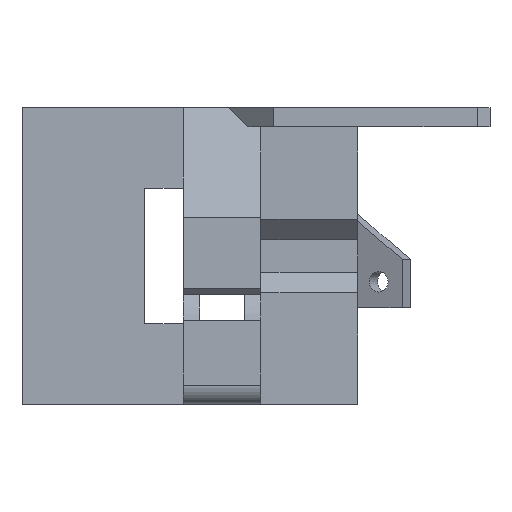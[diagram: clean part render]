
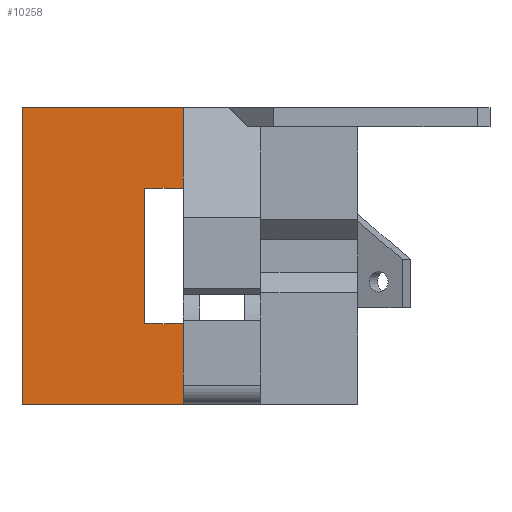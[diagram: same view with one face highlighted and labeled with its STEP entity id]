
A CAD part, left-side view. The second image highlights one B-rep face of the part: STEP entity #10258.
In plain terms, the highlighted planar face has unit normal (-1, 0, 0).
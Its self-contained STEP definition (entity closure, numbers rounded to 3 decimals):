
#44 = PLANE('',#45);
#45 = AXIS2_PLACEMENT_3D('',#46,#47,#48);
#46 = CARTESIAN_POINT('',(-21.202,-9.458,
    0.));
#47 = DIRECTION('',(0.,0.,1.));
#48 = DIRECTION('',(1.,0.,0.));
#288 = PLANE('',#289);
#289 = AXIS2_PLACEMENT_3D('',#290,#291,#292);
#290 = CARTESIAN_POINT('',(-62.5,-21.,46.));
#291 = DIRECTION('',(0.,0.,-1.));
#292 = DIRECTION('',(-1.,0.,0.));
#1206 = PLANE('',#1207);
#1207 = AXIS2_PLACEMENT_3D('',#1208,#1209,#1210);
#1208 = CARTESIAN_POINT('',(-38.821,-7.,0.));
#1209 = DIRECTION('',(0.,1.,0.));
#1210 = DIRECTION('',(0.,0.,1.));
#9550 = VERTEX_POINT('',#9551);
#9551 = CARTESIAN_POINT('',(-25.,18.,46.));
#9565 = PLANE('',#9566);
#9566 = AXIS2_PLACEMENT_3D('',#9567,#9568,#9569);
#9567 = CARTESIAN_POINT('',(-25.,18.,0.));
#9568 = DIRECTION('',(0.,1.,0.));
#9569 = DIRECTION('',(1.,0.,0.));
#9577 = EDGE_CURVE('',#9578,#9550,#9580,.T.);
#9578 = VERTEX_POINT('',#9579);
#9579 = CARTESIAN_POINT('',(-25.,-7.,46.));
#9580 = SURFACE_CURVE('',#9581,(#9585,#9592),.PCURVE_S1.);
#9581 = LINE('',#9582,#9583);
#9582 = CARTESIAN_POINT('',(-25.,-7.,46.));
#9583 = VECTOR('',#9584,1.);
#9584 = DIRECTION('',(0.,1.,0.));
#9585 = PCURVE('',#288,#9586);
#9586 = DEFINITIONAL_REPRESENTATION('',(#9587),#9591);
#9587 = LINE('',#9588,#9589);
#9588 = CARTESIAN_POINT('',(-37.5,14.));
#9589 = VECTOR('',#9590,1.);
#9590 = DIRECTION('',(0.,1.));
#9591 = ( GEOMETRIC_REPRESENTATION_CONTEXT(2) 
PARAMETRIC_REPRESENTATION_CONTEXT() REPRESENTATION_CONTEXT('2D SPACE',''
  ) );
#9592 = PCURVE('',#9593,#9598);
#9593 = PLANE('',#9594);
#9594 = AXIS2_PLACEMENT_3D('',#9595,#9596,#9597);
#9595 = CARTESIAN_POINT('',(-25.,-7.,0.));
#9596 = DIRECTION('',(-1.,0.,0.));
#9597 = DIRECTION('',(0.,1.,0.));
#9598 = DEFINITIONAL_REPRESENTATION('',(#9599),#9603);
#9599 = LINE('',#9600,#9601);
#9600 = CARTESIAN_POINT('',(0.,-46.));
#9601 = VECTOR('',#9602,1.);
#9602 = DIRECTION('',(1.,0.));
#9603 = ( GEOMETRIC_REPRESENTATION_CONTEXT(2) 
PARAMETRIC_REPRESENTATION_CONTEXT() REPRESENTATION_CONTEXT('2D SPACE',''
  ) );
#9856 = PLANE('',#9857);
#9857 = AXIS2_PLACEMENT_3D('',#9858,#9859,#9860);
#9858 = CARTESIAN_POINT('',(-25.,-1.,33.5));
#9859 = DIRECTION('',(0.,0.,-1.));
#9860 = DIRECTION('',(0.,-1.,0.));
#9979 = PLANE('',#9980);
#9980 = AXIS2_PLACEMENT_3D('',#9981,#9982,#9983);
#9981 = CARTESIAN_POINT('',(-25.,-1.,12.5));
#9982 = DIRECTION('',(0.,-1.,0.));
#9983 = DIRECTION('',(0.,0.,1.));
#10191 = VERTEX_POINT('',#10192);
#10192 = CARTESIAN_POINT('',(-25.,-7.,33.5));
#10213 = EDGE_CURVE('',#10214,#10191,#10216,.T.);
#10214 = VERTEX_POINT('',#10215);
#10215 = CARTESIAN_POINT('',(-25.,-1.,33.5));
#10216 = SURFACE_CURVE('',#10217,(#10221,#10228),.PCURVE_S1.);
#10217 = LINE('',#10218,#10219);
#10218 = CARTESIAN_POINT('',(-25.,-1.,33.5));
#10219 = VECTOR('',#10220,1.);
#10220 = DIRECTION('',(0.,-1.,0.));
#10221 = PCURVE('',#9856,#10222);
#10222 = DEFINITIONAL_REPRESENTATION('',(#10223),#10227);
#10223 = LINE('',#10224,#10225);
#10224 = CARTESIAN_POINT('',(0.,-0.));
#10225 = VECTOR('',#10226,1.);
#10226 = DIRECTION('',(1.,0.));
#10227 = ( GEOMETRIC_REPRESENTATION_CONTEXT(2) 
PARAMETRIC_REPRESENTATION_CONTEXT() REPRESENTATION_CONTEXT('2D SPACE',''
  ) );
#10228 = PCURVE('',#9593,#10229);
#10229 = DEFINITIONAL_REPRESENTATION('',(#10230),#10234);
#10230 = LINE('',#10231,#10232);
#10231 = CARTESIAN_POINT('',(6.,-33.5));
#10232 = VECTOR('',#10233,1.);
#10233 = DIRECTION('',(-1.,0.));
#10234 = ( GEOMETRIC_REPRESENTATION_CONTEXT(2) 
PARAMETRIC_REPRESENTATION_CONTEXT() REPRESENTATION_CONTEXT('2D SPACE',''
  ) );
#10258 = ADVANCED_FACE('',(#10259),#9593,.T.);
#10259 = FACE_BOUND('',#10260,.T.);
#10260 = EDGE_LOOP('',(#10261,#10286,#10309,#10337,#10358,#10359,#10380,
    #10381));
#10261 = ORIENTED_EDGE('',*,*,#10262,.F.);
#10262 = EDGE_CURVE('',#10263,#10265,#10267,.T.);
#10263 = VERTEX_POINT('',#10264);
#10264 = CARTESIAN_POINT('',(-25.,-7.,0.));
#10265 = VERTEX_POINT('',#10266);
#10266 = CARTESIAN_POINT('',(-25.,18.,0.));
#10267 = SURFACE_CURVE('',#10268,(#10272,#10279),.PCURVE_S1.);
#10268 = LINE('',#10269,#10270);
#10269 = CARTESIAN_POINT('',(-25.,-7.,0.));
#10270 = VECTOR('',#10271,1.);
#10271 = DIRECTION('',(0.,1.,0.));
#10272 = PCURVE('',#9593,#10273);
#10273 = DEFINITIONAL_REPRESENTATION('',(#10274),#10278);
#10274 = LINE('',#10275,#10276);
#10275 = CARTESIAN_POINT('',(0.,0.));
#10276 = VECTOR('',#10277,1.);
#10277 = DIRECTION('',(1.,0.));
#10278 = ( GEOMETRIC_REPRESENTATION_CONTEXT(2) 
PARAMETRIC_REPRESENTATION_CONTEXT() REPRESENTATION_CONTEXT('2D SPACE',''
  ) );
#10279 = PCURVE('',#44,#10280);
#10280 = DEFINITIONAL_REPRESENTATION('',(#10281),#10285);
#10281 = LINE('',#10282,#10283);
#10282 = CARTESIAN_POINT('',(-3.798,2.458));
#10283 = VECTOR('',#10284,1.);
#10284 = DIRECTION('',(0.,1.));
#10285 = ( GEOMETRIC_REPRESENTATION_CONTEXT(2) 
PARAMETRIC_REPRESENTATION_CONTEXT() REPRESENTATION_CONTEXT('2D SPACE',''
  ) );
#10286 = ORIENTED_EDGE('',*,*,#10287,.T.);
#10287 = EDGE_CURVE('',#10263,#10288,#10290,.T.);
#10288 = VERTEX_POINT('',#10289);
#10289 = CARTESIAN_POINT('',(-25.,-7.,12.5));
#10290 = SURFACE_CURVE('',#10291,(#10295,#10302),.PCURVE_S1.);
#10291 = LINE('',#10292,#10293);
#10292 = CARTESIAN_POINT('',(-25.,-7.,0.));
#10293 = VECTOR('',#10294,1.);
#10294 = DIRECTION('',(0.,0.,1.));
#10295 = PCURVE('',#9593,#10296);
#10296 = DEFINITIONAL_REPRESENTATION('',(#10297),#10301);
#10297 = LINE('',#10298,#10299);
#10298 = CARTESIAN_POINT('',(0.,0.));
#10299 = VECTOR('',#10300,1.);
#10300 = DIRECTION('',(0.,-1.));
#10301 = ( GEOMETRIC_REPRESENTATION_CONTEXT(2) 
PARAMETRIC_REPRESENTATION_CONTEXT() REPRESENTATION_CONTEXT('2D SPACE',''
  ) );
#10302 = PCURVE('',#1206,#10303);
#10303 = DEFINITIONAL_REPRESENTATION('',(#10304),#10308);
#10304 = LINE('',#10305,#10306);
#10305 = CARTESIAN_POINT('',(0.,13.821));
#10306 = VECTOR('',#10307,1.);
#10307 = DIRECTION('',(1.,0.));
#10308 = ( GEOMETRIC_REPRESENTATION_CONTEXT(2) 
PARAMETRIC_REPRESENTATION_CONTEXT() REPRESENTATION_CONTEXT('2D SPACE',''
  ) );
#10309 = ORIENTED_EDGE('',*,*,#10310,.T.);
#10310 = EDGE_CURVE('',#10288,#10311,#10313,.T.);
#10311 = VERTEX_POINT('',#10312);
#10312 = CARTESIAN_POINT('',(-25.,-1.,12.5));
#10313 = SURFACE_CURVE('',#10314,(#10318,#10325),.PCURVE_S1.);
#10314 = LINE('',#10315,#10316);
#10315 = CARTESIAN_POINT('',(-25.,-7.,12.5));
#10316 = VECTOR('',#10317,1.);
#10317 = DIRECTION('',(0.,1.,0.));
#10318 = PCURVE('',#9593,#10319);
#10319 = DEFINITIONAL_REPRESENTATION('',(#10320),#10324);
#10320 = LINE('',#10321,#10322);
#10321 = CARTESIAN_POINT('',(0.,-12.5));
#10322 = VECTOR('',#10323,1.);
#10323 = DIRECTION('',(1.,0.));
#10324 = ( GEOMETRIC_REPRESENTATION_CONTEXT(2) 
PARAMETRIC_REPRESENTATION_CONTEXT() REPRESENTATION_CONTEXT('2D SPACE',''
  ) );
#10325 = PCURVE('',#10326,#10331);
#10326 = PLANE('',#10327);
#10327 = AXIS2_PLACEMENT_3D('',#10328,#10329,#10330);
#10328 = CARTESIAN_POINT('',(-25.,-7.,12.5));
#10329 = DIRECTION('',(0.,0.,1.));
#10330 = DIRECTION('',(0.,1.,0.));
#10331 = DEFINITIONAL_REPRESENTATION('',(#10332),#10336);
#10332 = LINE('',#10333,#10334);
#10333 = CARTESIAN_POINT('',(0.,0.));
#10334 = VECTOR('',#10335,1.);
#10335 = DIRECTION('',(1.,0.));
#10336 = ( GEOMETRIC_REPRESENTATION_CONTEXT(2) 
PARAMETRIC_REPRESENTATION_CONTEXT() REPRESENTATION_CONTEXT('2D SPACE',''
  ) );
#10337 = ORIENTED_EDGE('',*,*,#10338,.T.);
#10338 = EDGE_CURVE('',#10311,#10214,#10339,.T.);
#10339 = SURFACE_CURVE('',#10340,(#10344,#10351),.PCURVE_S1.);
#10340 = LINE('',#10341,#10342);
#10341 = CARTESIAN_POINT('',(-25.,-1.,12.5));
#10342 = VECTOR('',#10343,1.);
#10343 = DIRECTION('',(0.,0.,1.));
#10344 = PCURVE('',#9593,#10345);
#10345 = DEFINITIONAL_REPRESENTATION('',(#10346),#10350);
#10346 = LINE('',#10347,#10348);
#10347 = CARTESIAN_POINT('',(6.,-12.5));
#10348 = VECTOR('',#10349,1.);
#10349 = DIRECTION('',(0.,-1.));
#10350 = ( GEOMETRIC_REPRESENTATION_CONTEXT(2) 
PARAMETRIC_REPRESENTATION_CONTEXT() REPRESENTATION_CONTEXT('2D SPACE',''
  ) );
#10351 = PCURVE('',#9979,#10352);
#10352 = DEFINITIONAL_REPRESENTATION('',(#10353),#10357);
#10353 = LINE('',#10354,#10355);
#10354 = CARTESIAN_POINT('',(0.,0.));
#10355 = VECTOR('',#10356,1.);
#10356 = DIRECTION('',(1.,0.));
#10357 = ( GEOMETRIC_REPRESENTATION_CONTEXT(2) 
PARAMETRIC_REPRESENTATION_CONTEXT() REPRESENTATION_CONTEXT('2D SPACE',''
  ) );
#10358 = ORIENTED_EDGE('',*,*,#10213,.T.);
#10359 = ORIENTED_EDGE('',*,*,#10360,.T.);
#10360 = EDGE_CURVE('',#10191,#9578,#10361,.T.);
#10361 = SURFACE_CURVE('',#10362,(#10366,#10373),.PCURVE_S1.);
#10362 = LINE('',#10363,#10364);
#10363 = CARTESIAN_POINT('',(-25.,-7.,0.));
#10364 = VECTOR('',#10365,1.);
#10365 = DIRECTION('',(0.,0.,1.));
#10366 = PCURVE('',#9593,#10367);
#10367 = DEFINITIONAL_REPRESENTATION('',(#10368),#10372);
#10368 = LINE('',#10369,#10370);
#10369 = CARTESIAN_POINT('',(0.,0.));
#10370 = VECTOR('',#10371,1.);
#10371 = DIRECTION('',(0.,-1.));
#10372 = ( GEOMETRIC_REPRESENTATION_CONTEXT(2) 
PARAMETRIC_REPRESENTATION_CONTEXT() REPRESENTATION_CONTEXT('2D SPACE',''
  ) );
#10373 = PCURVE('',#1206,#10374);
#10374 = DEFINITIONAL_REPRESENTATION('',(#10375),#10379);
#10375 = LINE('',#10376,#10377);
#10376 = CARTESIAN_POINT('',(0.,13.821));
#10377 = VECTOR('',#10378,1.);
#10378 = DIRECTION('',(1.,0.));
#10379 = ( GEOMETRIC_REPRESENTATION_CONTEXT(2) 
PARAMETRIC_REPRESENTATION_CONTEXT() REPRESENTATION_CONTEXT('2D SPACE',''
  ) );
#10380 = ORIENTED_EDGE('',*,*,#9577,.T.);
#10381 = ORIENTED_EDGE('',*,*,#10382,.F.);
#10382 = EDGE_CURVE('',#10265,#9550,#10383,.T.);
#10383 = SURFACE_CURVE('',#10384,(#10388,#10395),.PCURVE_S1.);
#10384 = LINE('',#10385,#10386);
#10385 = CARTESIAN_POINT('',(-25.,18.,0.));
#10386 = VECTOR('',#10387,1.);
#10387 = DIRECTION('',(0.,0.,1.));
#10388 = PCURVE('',#9593,#10389);
#10389 = DEFINITIONAL_REPRESENTATION('',(#10390),#10394);
#10390 = LINE('',#10391,#10392);
#10391 = CARTESIAN_POINT('',(25.,0.));
#10392 = VECTOR('',#10393,1.);
#10393 = DIRECTION('',(0.,-1.));
#10394 = ( GEOMETRIC_REPRESENTATION_CONTEXT(2) 
PARAMETRIC_REPRESENTATION_CONTEXT() REPRESENTATION_CONTEXT('2D SPACE',''
  ) );
#10395 = PCURVE('',#9565,#10396);
#10396 = DEFINITIONAL_REPRESENTATION('',(#10397),#10401);
#10397 = LINE('',#10398,#10399);
#10398 = CARTESIAN_POINT('',(0.,0.));
#10399 = VECTOR('',#10400,1.);
#10400 = DIRECTION('',(0.,-1.));
#10401 = ( GEOMETRIC_REPRESENTATION_CONTEXT(2) 
PARAMETRIC_REPRESENTATION_CONTEXT() REPRESENTATION_CONTEXT('2D SPACE',''
  ) );
